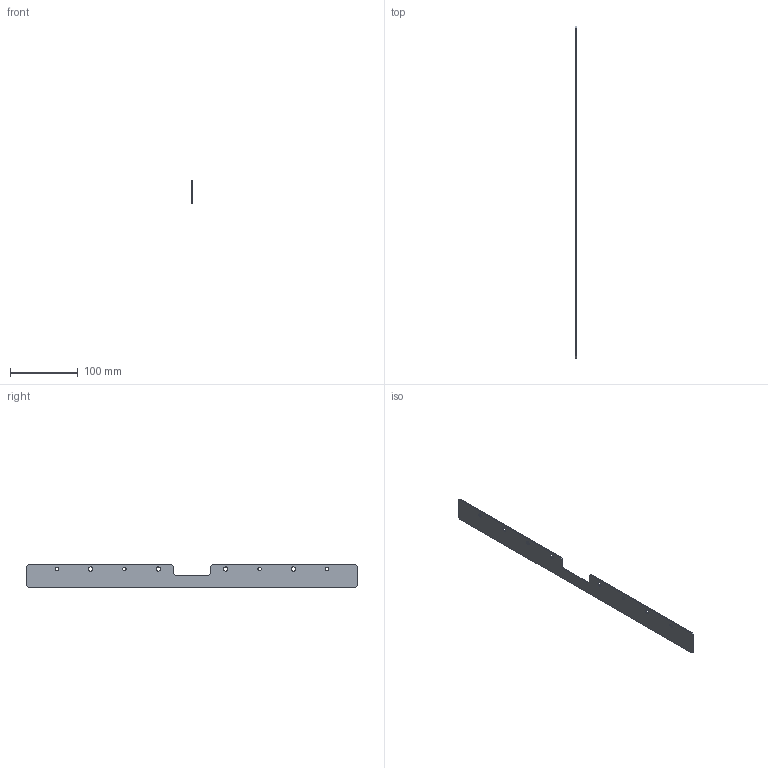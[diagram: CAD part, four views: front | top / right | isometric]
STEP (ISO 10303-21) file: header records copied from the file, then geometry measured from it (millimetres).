
FILE_DESCRIPTION (( 'STEP AP214' ), '1' );
FILE_NAME ('FO-00-BPS1-060 FORMAT Ïëàíêà ñåêö. êîìïåíñàö. òèï 1 (12,5ìì) â øêàô 600 IEK.STEP', '2024-07-03T11:12:22', ( '' ), ( '' ), 'SwSTEP 2.0', 'SolidWorks 2022', '' );
FILE_SCHEMA (( 'AUTOMOTIVE_DESIGN' ));
Length unit declared in the file: millimetre
Products named in the file (1): FO-00-BPS1-060 FORMAT Планка секц. компенсац. тип 1 (12,5мм) в шкаф 600 IEK
Bounding box: 1.5 x 491.5 x 35.5 mm (x, y, z)
Volume: 24390.9 mm3; surface area: 34352.6 mm2
Topology: 1 solids, 1 shells, 34 faces, 96 edges, 64 vertices
Faces by surface type: plane 18, cylinder 16
Entity records: 1178 total; most frequent: DIRECTION 198, CARTESIAN_POINT 195, ORIENTED_EDGE 192, EDGE_CURVE 96, AXIS2_PLACEMENT_3D 67, VERTEX_POINT 64, VECTOR 64, LINE 64
